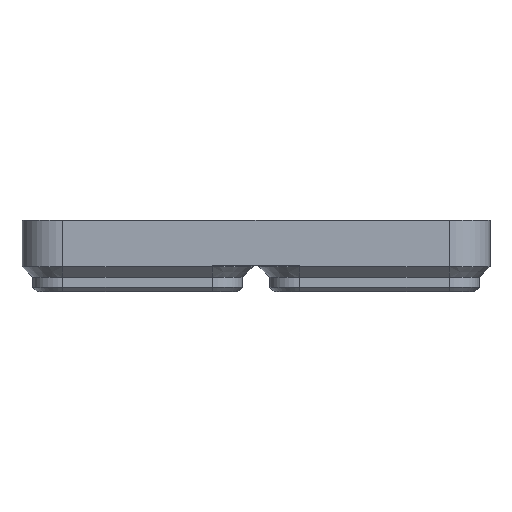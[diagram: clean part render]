
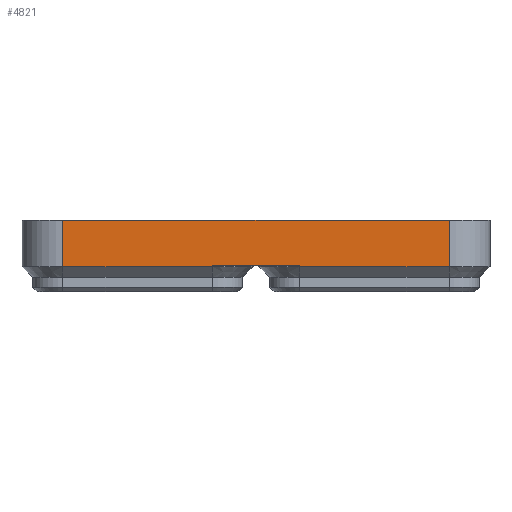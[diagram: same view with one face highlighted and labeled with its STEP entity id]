
A CAD part, front view. The second image highlights one B-rep face of the part: STEP entity #4821.
In plain terms, the highlighted planar face has unit normal (0, -1, 0).
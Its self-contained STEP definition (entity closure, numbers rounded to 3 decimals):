
#516=ORIENTED_EDGE('',*,*,#1962,.T.);
#517=ORIENTED_EDGE('',*,*,#1963,.T.);
#518=ORIENTED_EDGE('',*,*,#1959,.F.);
#519=ORIENTED_EDGE('',*,*,#1964,.T.);
#520=ORIENTED_EDGE('',*,*,#1965,.T.);
#521=ORIENTED_EDGE('',*,*,#1893,.F.);
#522=ORIENTED_EDGE('',*,*,#1966,.F.);
#523=ORIENTED_EDGE('',*,*,#1967,.T.);
#1893=EDGE_CURVE('',#2621,#2622,#3006,.T.);
#1959=EDGE_CURVE('',#2678,#2679,#3051,.T.);
#1962=EDGE_CURVE('',#2680,#2681,#3052,.T.);
#1963=EDGE_CURVE('',#2681,#2679,#3053,.T.);
#1964=EDGE_CURVE('',#2678,#2682,#3054,.T.);
#1965=EDGE_CURVE('',#2682,#2622,#3055,.T.);
#1966=EDGE_CURVE('',#2683,#2621,#3056,.T.);
#1967=EDGE_CURVE('',#2683,#2680,#3057,.T.);
#2621=VERTEX_POINT('',#7360);
#2622=VERTEX_POINT('',#7362);
#2678=VERTEX_POINT('',#7491);
#2679=VERTEX_POINT('',#7492);
#2680=VERTEX_POINT('',#7497);
#2681=VERTEX_POINT('',#7498);
#2682=VERTEX_POINT('',#7501);
#2683=VERTEX_POINT('',#7504);
#3006=LINE('',#7361,#3526);
#3051=LINE('',#7490,#3571);
#3052=LINE('',#7496,#3572);
#3053=LINE('',#7499,#3573);
#3054=LINE('',#7500,#3574);
#3055=LINE('',#7502,#3575);
#3056=LINE('',#7503,#3576);
#3057=LINE('',#7505,#3577);
#3526=VECTOR('',#5763,1000.);
#3571=VECTOR('',#5864,1000.);
#3572=VECTOR('',#5871,1000.);
#3573=VECTOR('',#5872,1000.);
#3574=VECTOR('',#5873,1000.);
#3575=VECTOR('',#5874,1000.);
#3576=VECTOR('',#5875,1000.);
#3577=VECTOR('',#5876,1000.);
#4026=EDGE_LOOP('',(#516,#517,#518,#519,#520,#521,#522,#523));
#4344=FACE_BOUND('',#4026,.T.);
#4658=PLANE('',#5204);
#4821=ADVANCED_FACE('',(#4344),#4658,.F.);
#5204=AXIS2_PLACEMENT_3D('',#7495,#5869,#5870);
#5763=DIRECTION('',(-1.,0.,0.));
#5864=DIRECTION('',(0.,0.,1.));
#5869=DIRECTION('',(0.,1.,0.));
#5870=DIRECTION('',(-1.,0.,0.));
#5871=DIRECTION('',(0.,0.,1.));
#5872=DIRECTION('',(-1.,0.,0.));
#5873=DIRECTION('',(1.,0.,0.));
#5874=DIRECTION('',(0.,0.,1.));
#5875=DIRECTION('',(0.,0.,1.));
#5876=DIRECTION('',(1.,0.,0.));
#7360=CARTESIAN_POINT('',(7.75,-62.5,-1.));
#7361=CARTESIAN_POINT('',(0.,-62.5,-1.));
#7362=CARTESIAN_POINT('',(-7.75,-62.5,-1.));
#7490=CARTESIAN_POINT('',(-34.25,-62.5,-1.));
#7491=CARTESIAN_POINT('',(-34.25,-62.5,-1.25));
#7492=CARTESIAN_POINT('',(-34.25,-62.5,7.));
#7495=CARTESIAN_POINT('',(0.,-62.5,-1.));
#7496=CARTESIAN_POINT('',(34.25,-62.5,-1.));
#7497=CARTESIAN_POINT('',(34.25,-62.5,-1.25));
#7498=CARTESIAN_POINT('',(34.25,-62.5,7.));
#7499=CARTESIAN_POINT('',(0.,-62.5,7.));
#7500=CARTESIAN_POINT('',(-7.75,-62.5,-1.25));
#7501=CARTESIAN_POINT('',(-7.75,-62.5,-1.25));
#7502=CARTESIAN_POINT('',(-7.75,-62.5,-3.15));
#7503=CARTESIAN_POINT('',(7.75,-62.5,-3.15));
#7504=CARTESIAN_POINT('',(7.75,-62.5,-1.25));
#7505=CARTESIAN_POINT('',(34.25,-62.5,-1.25));
